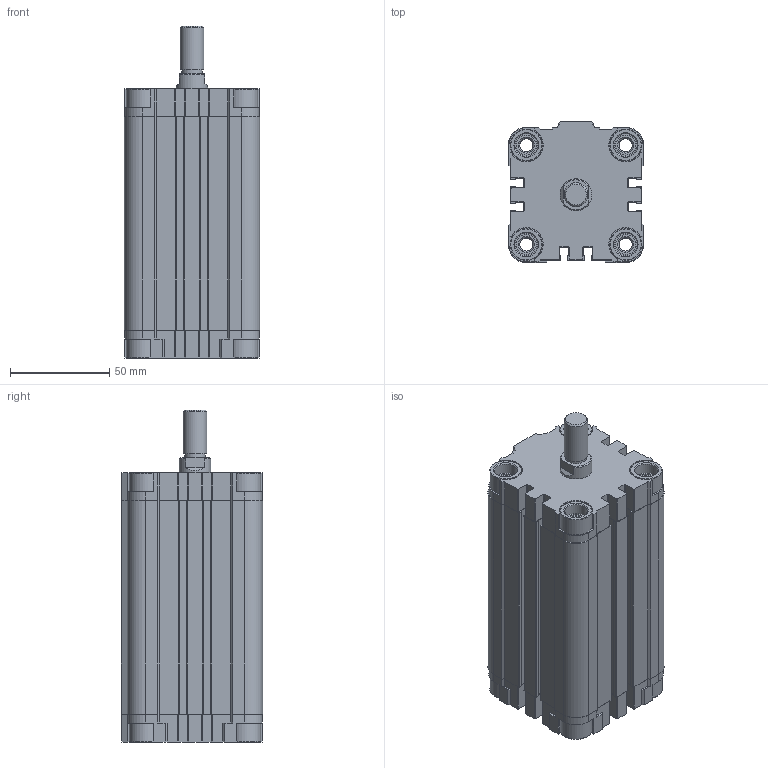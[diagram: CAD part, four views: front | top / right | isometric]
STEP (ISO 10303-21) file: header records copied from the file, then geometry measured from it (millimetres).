
FILE_DESCRIPTION(/* description */ (''),/* implementation_level */ '2;1');
FILE_NAME(/* name */ 'ses_50-90-b.stp',/* time_stamp */ '2017-07-12T13:56:33+02:00',/* author */ ('leitheußer'),/* organization */ (''),/* preprocessor_version */ 'ST-DEVELOPER v15.6',/* originating_system */ 'Autodesk Inventor LT ',/* authorisation */ '');
FILE_SCHEMA (('AUTOMOTIVE_DESIGN { 1 0 10303 214 3 1 1 }'));
Length unit declared in the file: millimetre
Products named in the file (1): SE50X90-S-M
Bounding box: 68 x 71 x 167 mm (x, y, z)
Volume: 381904.7 mm3; surface area: 115274.1 mm2
Topology: 2 solids, 2 shells, 468 faces, 1215 edges, 801 vertices
Faces by surface type: plane 262, cylinder 169, cone 29, torus 8
Full cylindrical faces by diameter (mm): 6 x1, 6.647 x8, 8.566 x2, 10.1 x8, 10.466 x1, 10.7 x4, 10.917 x8, 11.4 x8, 12 x1, 16 x10, 50 x2
Entity records: 13855 total; most frequent: DIRECTION 2430, CARTESIAN_POINT 2387, ORIENTED_EDGE 2236, EDGE_CURVE 1118, AXIS2_PLACEMENT_3D 847, VERTEX_POINT 792, LINE 736, VECTOR 736
